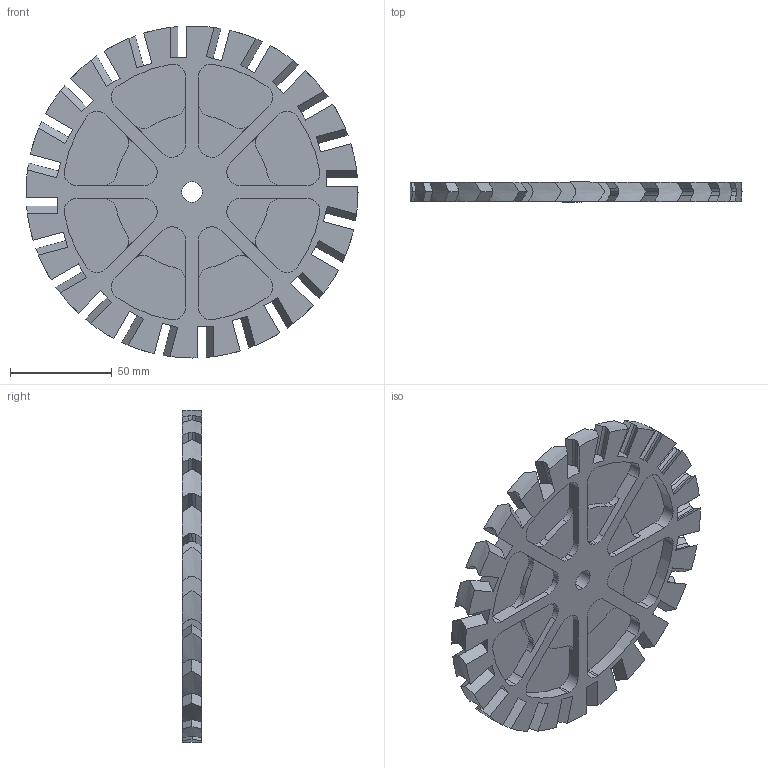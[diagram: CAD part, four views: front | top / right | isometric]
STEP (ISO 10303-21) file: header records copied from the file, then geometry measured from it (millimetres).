
FILE_DESCRIPTION (( 'STEP AP214' ), '1' );
FILE_NAME ('[TP] [Turb] Rotor4.STEP', '2024-04-01T09:02:11', ( '' ), ( '' ), 'SwSTEP 2.0', 'SolidWorks 2023', '' );
FILE_SCHEMA (( 'AUTOMOTIVE_DESIGN' ));
Length unit declared in the file: inch
Products named in the file (1): [TP] [Turb] Rotor4
Bounding box: 162.81 x 9.53 x 162.81 mm (x, y, z)
Volume: 121297.9 mm3; surface area: 55365.3 mm2
Topology: 1 solids, 1 shells, 310 faces, 898 edges, 598 vertices
Faces by surface type: cylinder 156, plane 154
Entity records: 10567 total; most frequent: CARTESIAN_POINT 2479, ORIENTED_EDGE 1796, DIRECTION 1638, EDGE_CURVE 898, VERTEX_POINT 598, AXIS2_PLACEMENT_3D 573, VECTOR 492, LINE 492
